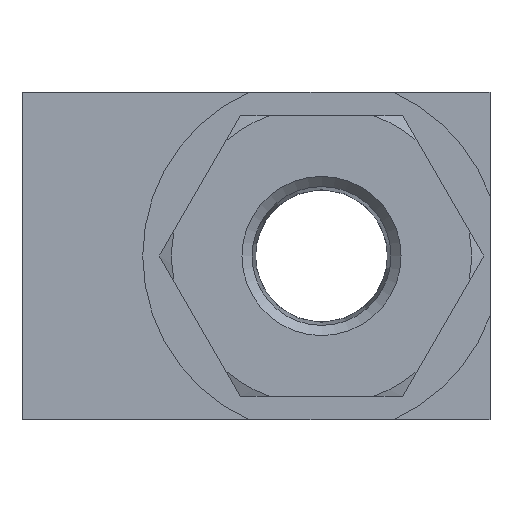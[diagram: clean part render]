
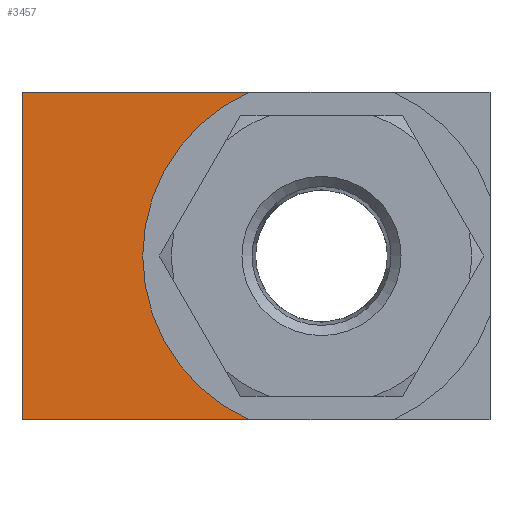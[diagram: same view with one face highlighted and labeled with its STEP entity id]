
A CAD part, left-side view. The second image highlights one B-rep face of the part: STEP entity #3457.
In plain terms, the highlighted planar face has unit normal (-1, 0, 0).
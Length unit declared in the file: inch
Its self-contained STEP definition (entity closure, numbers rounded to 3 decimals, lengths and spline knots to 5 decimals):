
#2783=CARTESIAN_POINT('',(-0.875,2.5,0.875));
#2784=VERTEX_POINT('',#2783);
#2791=CARTESIAN_POINT('',(-0.875,1.28262,0.875));
#2792=VERTEX_POINT('',#2791);
#2793=CARTESIAN_POINT('',(-0.875,1.28262,0.875));
#2794=DIRECTION('',(0.0,1.0,0.0));
#2795=VECTOR('',#2794,1.21738);
#2796=LINE('',#2793,#2795);
#2797=EDGE_CURVE('',#2792,#2784,#2796,.T.);
#3302=CARTESIAN_POINT('',(-0.875,1.28262,-0.875));
#3303=VERTEX_POINT('',#3302);
#3304=CARTESIAN_POINT('',(-0.875,0.9,0.));
#3305=DIRECTION('',(1.0,0.0,0.0));
#3306=DIRECTION('',(0.0,0.0,-1.0));
#3307=AXIS2_PLACEMENT_3D('',#3304,#3305,#3306);
#3308=CIRCLE('',#3307,0.955);
#3309=EDGE_CURVE('',#3303,#2792,#3308,.T.);
#3434=CARTESIAN_POINT('',(-0.875,0.0,0.0));
#3435=DIRECTION('',(-1.0,0.0,0.0));
#3436=DIRECTION('',(0.0,0.0,1.0));
#3437=AXIS2_PLACEMENT_3D('',#3434,#3435,#3436);
#3438=PLANE('',#3437);
#3439=ORIENTED_EDGE('',*,*,#3309,.T.);
#3440=ORIENTED_EDGE('',*,*,#2797,.T.);
#3441=CARTESIAN_POINT('',(-0.875,2.5,-0.875));
#3442=VERTEX_POINT('',#3441);
#3443=CARTESIAN_POINT('',(-0.875,2.5,-0.875));
#3444=DIRECTION('',(0.0,0.0,1.0));
#3445=VECTOR('',#3444,1.75);
#3446=LINE('',#3443,#3445);
#3447=EDGE_CURVE('',#3442,#2784,#3446,.T.);
#3448=ORIENTED_EDGE('',*,*,#3447,.F.);
#3449=CARTESIAN_POINT('',(-0.875,2.5,-0.875));
#3450=DIRECTION('',(0.0,-1.0,0.0));
#3451=VECTOR('',#3450,1.21738);
#3452=LINE('',#3449,#3451);
#3453=EDGE_CURVE('',#3442,#3303,#3452,.T.);
#3454=ORIENTED_EDGE('',*,*,#3453,.T.);
#3455=EDGE_LOOP('',(#3439,#3440,#3448,#3454));
#3456=FACE_OUTER_BOUND('',#3455,.T.);
#3457=ADVANCED_FACE('',(#3456),#3438,.T.);
